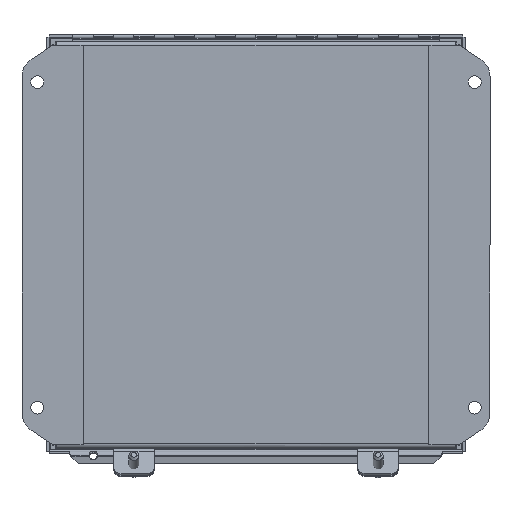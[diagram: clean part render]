
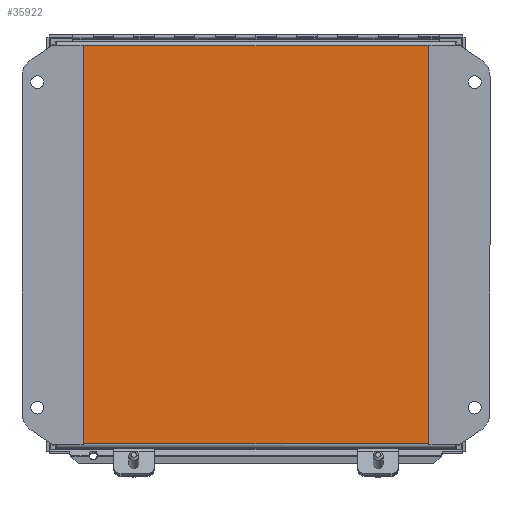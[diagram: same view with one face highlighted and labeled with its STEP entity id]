
A CAD part, left-side view. The second image highlights one B-rep face of the part: STEP entity #35922.
In plain terms, the highlighted face is planar.
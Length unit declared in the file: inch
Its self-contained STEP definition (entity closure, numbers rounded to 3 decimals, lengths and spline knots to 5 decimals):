
#156 = DIRECTION ( 'NONE',  ( 0., 0., 1. ) ) ;
#1733 = DIRECTION ( 'NONE',  ( 0., 0., -1. ) ) ;
#2299 = CARTESIAN_POINT ( 'NONE',  ( -4.892, 0., 4.892 ) ) ;
#2482 = ORIENTED_EDGE ( 'NONE', *, *, #28124, .F. ) ;
#3054 = CARTESIAN_POINT ( 'NONE',  ( 4.892, 0., -4.892 ) ) ;
#7300 = LINE ( 'NONE', #13297, #23303 ) ;
#8206 = VERTEX_POINT ( 'NONE', #11187 ) ;
#8640 = PLANE ( 'NONE',  #11313 ) ;
#10938 = ORIENTED_EDGE ( 'NONE', *, *, #32264, .F. ) ;
#11187 = CARTESIAN_POINT ( 'NONE',  ( 4.892, 0., 4.892 ) ) ;
#11313 = AXIS2_PLACEMENT_3D ( 'NONE', #21031, #24029, #38746 ) ;
#11918 = VECTOR ( 'NONE', #24381, 39.37008 ) ;
#12221 = ORIENTED_EDGE ( 'NONE', *, *, #37986, .F. ) ;
#12609 = EDGE_CURVE ( 'NONE', #29822, #8206, #30328, .T. ) ;
#13297 = CARTESIAN_POINT ( 'NONE',  ( -4.892, 0., -4.892 ) ) ;
#16002 = CARTESIAN_POINT ( 'NONE',  ( 4.892, 0., -4.892 ) ) ;
#17918 = EDGE_LOOP ( 'NONE', ( #10938, #12221, #2482, #19885 ) ) ;
#19885 = ORIENTED_EDGE ( 'NONE', *, *, #12609, .F. ) ;
#20937 = CARTESIAN_POINT ( 'NONE',  ( -4.892, 0., 4.892 ) ) ;
#21031 = CARTESIAN_POINT ( 'NONE',  ( -5., 0., -5. ) ) ;
#21963 = VERTEX_POINT ( 'NONE', #20937 ) ;
#23303 = VECTOR ( 'NONE', #1733, 39.37008 ) ;
#23474 = CARTESIAN_POINT ( 'NONE',  ( -4.892, 0., -4.892 ) ) ;
#24029 = DIRECTION ( 'NONE',  ( 0., -1., 0. ) ) ;
#24378 = LINE ( 'NONE', #2299, #29515 ) ;
#24381 = DIRECTION ( 'NONE',  ( 1., 0., 0. ) ) ;
#28124 = EDGE_CURVE ( 'NONE', #8206, #21963, #24378, .T. ) ;
#28878 = LINE ( 'NONE', #3054, #11918 ) ;
#29251 = FACE_OUTER_BOUND ( 'NONE', #17918, .T. ) ;
#29515 = VECTOR ( 'NONE', #38334, 39.37008 ) ;
#29822 = VERTEX_POINT ( 'NONE', #16002 ) ;
#30328 = LINE ( 'NONE', #35946, #31763 ) ;
#31763 = VECTOR ( 'NONE', #156, 39.37008 ) ;
#32264 = EDGE_CURVE ( 'NONE', #38541, #29822, #28878, .T. ) ;
#35922 = ADVANCED_FACE ( 'NONE', ( #29251 ), #8640, .F. ) ;
#35946 = CARTESIAN_POINT ( 'NONE',  ( 4.892, 0., 4.892 ) ) ;
#37986 = EDGE_CURVE ( 'NONE', #21963, #38541, #7300, .T. ) ;
#38334 = DIRECTION ( 'NONE',  ( -1., 0., 0. ) ) ;
#38541 = VERTEX_POINT ( 'NONE', #23474 ) ;
#38746 = DIRECTION ( 'NONE',  ( 0., 0., -1. ) ) ;
